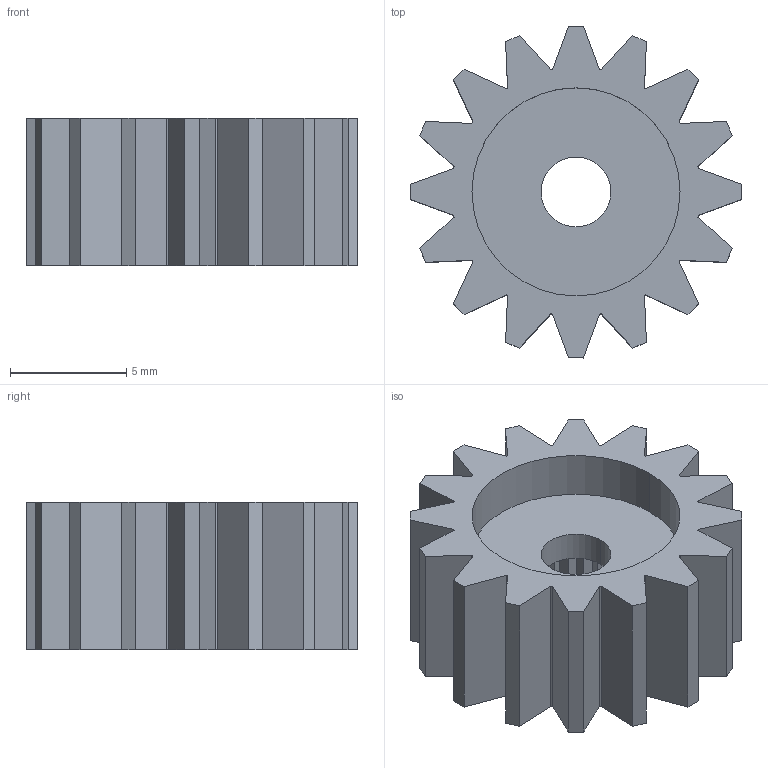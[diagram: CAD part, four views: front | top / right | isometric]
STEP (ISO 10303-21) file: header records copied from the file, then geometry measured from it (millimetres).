
FILE_DESCRIPTION (( 'STEP AP203' ), '1' );
FILE_NAME ('615278.STEP', '2014-07-22T20:43:42', ( 'Kyle' ), ( 'Microsoft' ), 'SwSTEP 2.0', 'SolidWorks 2014', '' );
FILE_SCHEMA (( 'CONFIG_CONTROL_DESIGN' ));
Length unit declared in the file: inch
Products named in the file (1): 615278
Bounding box: 14.27 x 14.27 x 6.35 mm (x, y, z)
Volume: 613.2 mm3; surface area: 859.7 mm2
Topology: 1 solids, 1 shells, 120 faces, 348 edges, 232 vertices
Faces by surface type: plane 100, cylinder 20
Entity records: 3995 total; most frequent: CARTESIAN_POINT 701, ORIENTED_EDGE 696, DIRECTION 630, EDGE_CURVE 348, VECTOR 308, LINE 308, VERTEX_POINT 232, AXIS2_PLACEMENT_3D 161
